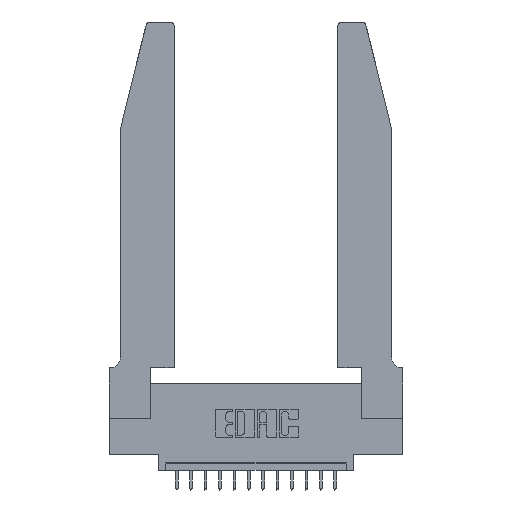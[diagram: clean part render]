
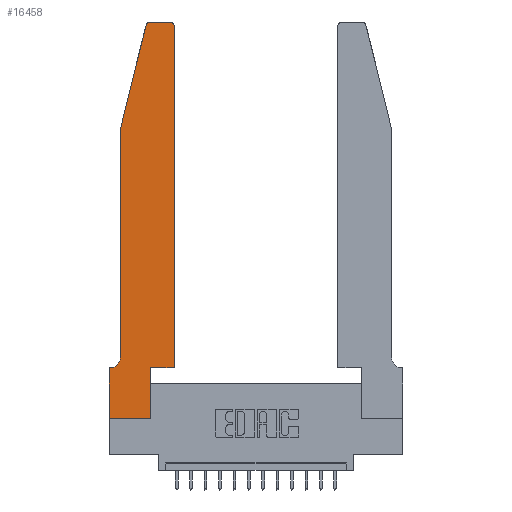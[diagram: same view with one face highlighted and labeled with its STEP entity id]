
A CAD part, top view. The second image highlights one B-rep face of the part: STEP entity #16458.
In plain terms, the highlighted planar face has unit normal (0, 0, 1).
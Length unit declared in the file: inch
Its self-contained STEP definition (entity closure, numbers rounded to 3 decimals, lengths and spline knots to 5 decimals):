
#26 = CARTESIAN_POINT ( 'NONE',  ( 0., 0., 0.37 ) ) ;
#329 = CARTESIAN_POINT ( 'NONE',  ( 0.0755, 2., 0.37 ) ) ;
#677 = DIRECTION ( 'NONE',  ( -0.239, -0.971, 0. ) ) ;
#811 = CIRCLE ( 'NONE', #14229, 0.03 ) ;
#822 = ORIENTED_EDGE ( 'NONE', *, *, #10407, .T. ) ;
#995 = EDGE_CURVE ( 'NONE', #6254, #2958, #10018, .T. ) ;
#1055 = VECTOR ( 'NONE', #8189, 39.37008 ) ;
#1066 = LINE ( 'NONE', #1153, #8917 ) ;
#1080 = CARTESIAN_POINT ( 'NONE',  ( 0.2865, 0.35, 0.37 ) ) ;
#1153 = CARTESIAN_POINT ( 'NONE',  ( 0.4505, 0.35, 0.37 ) ) ;
#1357 = VERTEX_POINT ( 'NONE', #5477 ) ;
#1503 = LINE ( 'NONE', #7139, #11995 ) ;
#1524 = LINE ( 'NONE', #16898, #10520 ) ;
#1630 = ORIENTED_EDGE ( 'NONE', *, *, #5594, .T. ) ;
#2055 = CARTESIAN_POINT ( 'NONE',  ( 0.0055, 0.42, 0.37 ) ) ;
#2204 = ORIENTED_EDGE ( 'NONE', *, *, #7946, .T. ) ;
#2426 = LINE ( 'NONE', #6503, #13485 ) ;
#2771 = EDGE_CURVE ( 'NONE', #3688, #8218, #811, .T. ) ;
#2958 = VERTEX_POINT ( 'NONE', #16551 ) ;
#3350 = ORIENTED_EDGE ( 'NONE', *, *, #12728, .T. ) ;
#3688 = VERTEX_POINT ( 'NONE', #5483 ) ;
#3744 = EDGE_LOOP ( 'NONE', ( #17202, #12009, #12381, #1630, #2204, #822, #3350, #14666, #17338, #7706, #13698, #4769 ) ) ;
#3753 = VECTOR ( 'NONE', #11370, 39.37008 ) ;
#3758 = LINE ( 'NONE', #17640, #4979 ) ;
#3932 = CARTESIAN_POINT ( 'NONE',  ( 0., 0.35, 0.37 ) ) ;
#4054 = CARTESIAN_POINT ( 'NONE',  ( 0.25487, 2.72718, 0.37 ) ) ;
#4061 = LINE ( 'NONE', #7048, #3753 ) ;
#4098 = CARTESIAN_POINT ( 'NONE',  ( 0.0755, 2., 0.37 ) ) ;
#4112 = DIRECTION ( 'NONE',  ( 0., 1., 0. ) ) ;
#4160 = DIRECTION ( 'NONE',  ( 0., -1., 0. ) ) ;
#4675 = CARTESIAN_POINT ( 'NONE',  ( 0.2865, 0., 0.37 ) ) ;
#4689 = EDGE_CURVE ( 'NONE', #10231, #6254, #1066, .T. ) ;
#4769 = ORIENTED_EDGE ( 'NONE', *, *, #995, .T. ) ;
#4979 = VECTOR ( 'NONE', #7577, 39.37008 ) ;
#5014 = DIRECTION ( 'NONE',  ( 0., 0., 1. ) ) ;
#5477 = CARTESIAN_POINT ( 'NONE',  ( 0.0055, 0.35, 0.37 ) ) ;
#5483 = CARTESIAN_POINT ( 'NONE',  ( 0.284, 2.75, 0.37 ) ) ;
#5594 = EDGE_CURVE ( 'NONE', #15441, #11418, #9586, .T. ) ;
#6254 = VERTEX_POINT ( 'NONE', #13209 ) ;
#6480 = AXIS2_PLACEMENT_3D ( 'NONE', #10452, #7239, #10361 ) ;
#6503 = CARTESIAN_POINT ( 'NONE',  ( 0., 0., 0.37 ) ) ;
#7048 = CARTESIAN_POINT ( 'NONE',  ( 0.0755, 0.35, 0.37 ) ) ;
#7078 = DIRECTION ( 'NONE',  ( -1., 0., 0. ) ) ;
#7139 = CARTESIAN_POINT ( 'NONE',  ( 0., 0., 0.37 ) ) ;
#7239 = DIRECTION ( 'NONE',  ( 0., 0., 1. ) ) ;
#7314 = DIRECTION ( 'NONE',  ( 1., 0., 0. ) ) ;
#7577 = DIRECTION ( 'NONE',  ( 1., 0., 0. ) ) ;
#7706 = ORIENTED_EDGE ( 'NONE', *, *, #15534, .T. ) ;
#7935 = LINE ( 'NONE', #15262, #10788 ) ;
#7946 = EDGE_CURVE ( 'NONE', #11418, #1357, #9828, .T. ) ;
#8189 = DIRECTION ( 'NONE',  ( 0., -1., 0. ) ) ;
#8218 = VERTEX_POINT ( 'NONE', #4054 ) ;
#8248 = LINE ( 'NONE', #329, #10242 ) ;
#8917 = VECTOR ( 'NONE', #12294, 39.37008 ) ;
#9586 = LINE ( 'NONE', #4098, #1055 ) ;
#9828 = CIRCLE ( 'NONE', #14192, 0.07 ) ;
#10018 = CIRCLE ( 'NONE', #6480, 0.03 ) ;
#10231 = VERTEX_POINT ( 'NONE', #11584 ) ;
#10242 = VECTOR ( 'NONE', #677, 39.37008 ) ;
#10361 = DIRECTION ( 'NONE',  ( 1., 0., 0. ) ) ;
#10407 = EDGE_CURVE ( 'NONE', #1357, #16767, #4061, .T. ) ;
#10452 = CARTESIAN_POINT ( 'NONE',  ( 0.4205, 2.72, 0.37 ) ) ;
#10465 = DIRECTION ( 'NONE',  ( -1., 0., 0. ) ) ;
#10520 = VECTOR ( 'NONE', #7078, 39.37008 ) ;
#10609 = CARTESIAN_POINT ( 'NONE',  ( 0.284, 2.72, 0.37 ) ) ;
#10788 = VECTOR ( 'NONE', #4112, 39.37008 ) ;
#11287 = CARTESIAN_POINT ( 'NONE',  ( 0.0755, 0.42, 0.37 ) ) ;
#11370 = DIRECTION ( 'NONE',  ( -1., 0., 0. ) ) ;
#11418 = VERTEX_POINT ( 'NONE', #11287 ) ;
#11556 = VERTEX_POINT ( 'NONE', #26 ) ;
#11584 = CARTESIAN_POINT ( 'NONE',  ( 0.4505, 0.35, 0.37 ) ) ;
#11865 = VERTEX_POINT ( 'NONE', #4675 ) ;
#11905 = EDGE_CURVE ( 'NONE', #11865, #16107, #7935, .T. ) ;
#11995 = VECTOR ( 'NONE', #4160, 39.37008 ) ;
#12009 = ORIENTED_EDGE ( 'NONE', *, *, #2771, .T. ) ;
#12294 = DIRECTION ( 'NONE',  ( 0., 1., 0. ) ) ;
#12369 = EDGE_CURVE ( 'NONE', #2958, #3688, #1524, .T. ) ;
#12381 = ORIENTED_EDGE ( 'NONE', *, *, #12820, .T. ) ;
#12728 = EDGE_CURVE ( 'NONE', #16767, #11556, #1503, .T. ) ;
#12820 = EDGE_CURVE ( 'NONE', #8218, #15441, #8248, .T. ) ;
#12996 = CARTESIAN_POINT ( 'NONE',  ( 0.0755, 2., 0.37 ) ) ;
#13209 = CARTESIAN_POINT ( 'NONE',  ( 0.4505, 2.72, 0.37 ) ) ;
#13351 = DIRECTION ( 'NONE',  ( 1., 0., 0. ) ) ;
#13485 = VECTOR ( 'NONE', #16762, 39.37008 ) ;
#13560 = DIRECTION ( 'NONE',  ( 0., 0., -1. ) ) ;
#13698 = ORIENTED_EDGE ( 'NONE', *, *, #4689, .T. ) ;
#14180 = CARTESIAN_POINT ( 'NONE',  ( 0., 0.35, 0.37 ) ) ;
#14192 = AXIS2_PLACEMENT_3D ( 'NONE', #2055, #13560, #10465 ) ;
#14229 = AXIS2_PLACEMENT_3D ( 'NONE', #10609, #5014, #13351 ) ;
#14276 = DIRECTION ( 'NONE',  ( 0., 0., 1. ) ) ;
#14666 = ORIENTED_EDGE ( 'NONE', *, *, #16374, .T. ) ;
#15262 = CARTESIAN_POINT ( 'NONE',  ( 0.2865, 0.35, 0.37 ) ) ;
#15441 = VERTEX_POINT ( 'NONE', #12996 ) ;
#15534 = EDGE_CURVE ( 'NONE', #16107, #10231, #3758, .T. ) ;
#16107 = VERTEX_POINT ( 'NONE', #1080 ) ;
#16374 = EDGE_CURVE ( 'NONE', #11556, #11865, #2426, .T. ) ;
#16415 = AXIS2_PLACEMENT_3D ( 'NONE', #14180, #14276, #7314 ) ;
#16458 = ADVANCED_FACE ( 'NONE', ( #17127 ), #17308, .T. ) ;
#16551 = CARTESIAN_POINT ( 'NONE',  ( 0.4205, 2.75, 0.37 ) ) ;
#16762 = DIRECTION ( 'NONE',  ( 1., 0., 0. ) ) ;
#16767 = VERTEX_POINT ( 'NONE', #3932 ) ;
#16898 = CARTESIAN_POINT ( 'NONE',  ( 0.2605, 2.75, 0.37 ) ) ;
#17127 = FACE_OUTER_BOUND ( 'NONE', #3744, .T. ) ;
#17202 = ORIENTED_EDGE ( 'NONE', *, *, #12369, .T. ) ;
#17308 = PLANE ( 'NONE',  #16415 ) ;
#17338 = ORIENTED_EDGE ( 'NONE', *, *, #11905, .T. ) ;
#17640 = CARTESIAN_POINT ( 'NONE',  ( 0.4505, 0.35, 0.37 ) ) ;
